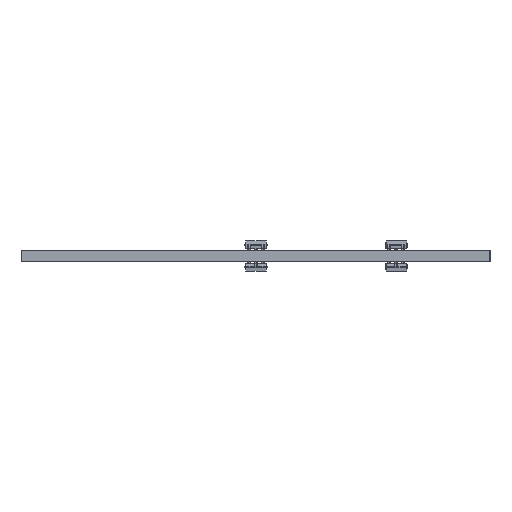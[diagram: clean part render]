
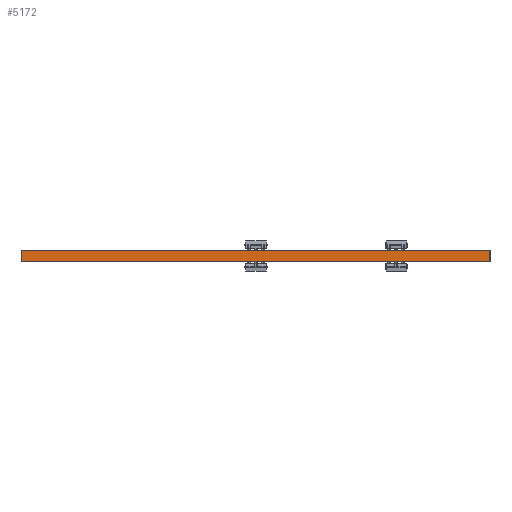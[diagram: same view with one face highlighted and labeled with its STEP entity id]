
A CAD part, left-side view. The second image highlights one B-rep face of the part: STEP entity #5172.
In plain terms, the highlighted planar face has unit normal (-1, 0, 0).
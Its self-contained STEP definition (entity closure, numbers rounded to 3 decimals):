
#4991 = PLANE('',#4992);
#4992 = AXIS2_PLACEMENT_3D('',#4993,#4994,#4995);
#4993 = CARTESIAN_POINT('',(221.1,-96.245,0.));
#4994 = DIRECTION('',(0.,-1.,0.));
#4995 = DIRECTION('',(-1.,0.,0.));
#5016 = VERTEX_POINT('',#5017);
#5017 = CARTESIAN_POINT('',(43.3,-96.245,1.6));
#5031 = PLANE('',#5032);
#5032 = AXIS2_PLACEMENT_3D('',#5033,#5034,#5035);
#5033 = CARTESIAN_POINT('',(132.2,-64.495,1.6));
#5034 = DIRECTION('',(-0.,-0.,-1.));
#5035 = DIRECTION('',(-1.,0.,0.));
#5043 = EDGE_CURVE('',#5044,#5016,#5046,.T.);
#5044 = VERTEX_POINT('',#5045);
#5045 = CARTESIAN_POINT('',(43.3,-96.245,0.));
#5046 = SURFACE_CURVE('',#5047,(#5051,#5058),.PCURVE_S1.);
#5047 = LINE('',#5048,#5049);
#5048 = CARTESIAN_POINT('',(43.3,-96.245,0.));
#5049 = VECTOR('',#5050,1.);
#5050 = DIRECTION('',(0.,0.,1.));
#5051 = PCURVE('',#4991,#5052);
#5052 = DEFINITIONAL_REPRESENTATION('',(#5053),#5057);
#5053 = LINE('',#5054,#5055);
#5054 = CARTESIAN_POINT('',(177.8,0.));
#5055 = VECTOR('',#5056,1.);
#5056 = DIRECTION('',(0.,-1.));
#5057 = ( GEOMETRIC_REPRESENTATION_CONTEXT(2) 
PARAMETRIC_REPRESENTATION_CONTEXT() REPRESENTATION_CONTEXT('2D SPACE',''
  ) );
#5058 = PCURVE('',#5059,#5064);
#5059 = PLANE('',#5060);
#5060 = AXIS2_PLACEMENT_3D('',#5061,#5062,#5063);
#5061 = CARTESIAN_POINT('',(43.3,-96.245,0.));
#5062 = DIRECTION('',(-1.,0.,0.));
#5063 = DIRECTION('',(0.,1.,0.));
#5064 = DEFINITIONAL_REPRESENTATION('',(#5065),#5069);
#5065 = LINE('',#5066,#5067);
#5066 = CARTESIAN_POINT('',(0.,0.));
#5067 = VECTOR('',#5068,1.);
#5068 = DIRECTION('',(0.,-1.));
#5069 = ( GEOMETRIC_REPRESENTATION_CONTEXT(2) 
PARAMETRIC_REPRESENTATION_CONTEXT() REPRESENTATION_CONTEXT('2D SPACE',''
  ) );
#5085 = PLANE('',#5086);
#5086 = AXIS2_PLACEMENT_3D('',#5087,#5088,#5089);
#5087 = CARTESIAN_POINT('',(132.2,-64.495,0.));
#5088 = DIRECTION('',(-0.,-0.,-1.));
#5089 = DIRECTION('',(-1.,0.,0.));
#5118 = PLANE('',#5119);
#5119 = AXIS2_PLACEMENT_3D('',#5120,#5121,#5122);
#5120 = CARTESIAN_POINT('',(43.3,-32.745,0.));
#5121 = DIRECTION('',(0.,1.,0.));
#5122 = DIRECTION('',(1.,0.,0.));
#5172 = ADVANCED_FACE('',(#5173),#5059,.T.);
#5173 = FACE_BOUND('',#5174,.T.);
#5174 = EDGE_LOOP('',(#5175,#5176,#5199,#5222));
#5175 = ORIENTED_EDGE('',*,*,#5043,.T.);
#5176 = ORIENTED_EDGE('',*,*,#5177,.T.);
#5177 = EDGE_CURVE('',#5016,#5178,#5180,.T.);
#5178 = VERTEX_POINT('',#5179);
#5179 = CARTESIAN_POINT('',(43.3,-32.745,1.6));
#5180 = SURFACE_CURVE('',#5181,(#5185,#5192),.PCURVE_S1.);
#5181 = LINE('',#5182,#5183);
#5182 = CARTESIAN_POINT('',(43.3,-96.245,1.6));
#5183 = VECTOR('',#5184,1.);
#5184 = DIRECTION('',(0.,1.,0.));
#5185 = PCURVE('',#5059,#5186);
#5186 = DEFINITIONAL_REPRESENTATION('',(#5187),#5191);
#5187 = LINE('',#5188,#5189);
#5188 = CARTESIAN_POINT('',(0.,-1.6));
#5189 = VECTOR('',#5190,1.);
#5190 = DIRECTION('',(1.,0.));
#5191 = ( GEOMETRIC_REPRESENTATION_CONTEXT(2) 
PARAMETRIC_REPRESENTATION_CONTEXT() REPRESENTATION_CONTEXT('2D SPACE',''
  ) );
#5192 = PCURVE('',#5031,#5193);
#5193 = DEFINITIONAL_REPRESENTATION('',(#5194),#5198);
#5194 = LINE('',#5195,#5196);
#5195 = CARTESIAN_POINT('',(88.9,-31.75));
#5196 = VECTOR('',#5197,1.);
#5197 = DIRECTION('',(0.,1.));
#5198 = ( GEOMETRIC_REPRESENTATION_CONTEXT(2) 
PARAMETRIC_REPRESENTATION_CONTEXT() REPRESENTATION_CONTEXT('2D SPACE',''
  ) );
#5199 = ORIENTED_EDGE('',*,*,#5200,.F.);
#5200 = EDGE_CURVE('',#5201,#5178,#5203,.T.);
#5201 = VERTEX_POINT('',#5202);
#5202 = CARTESIAN_POINT('',(43.3,-32.745,0.));
#5203 = SURFACE_CURVE('',#5204,(#5208,#5215),.PCURVE_S1.);
#5204 = LINE('',#5205,#5206);
#5205 = CARTESIAN_POINT('',(43.3,-32.745,0.));
#5206 = VECTOR('',#5207,1.);
#5207 = DIRECTION('',(0.,0.,1.));
#5208 = PCURVE('',#5059,#5209);
#5209 = DEFINITIONAL_REPRESENTATION('',(#5210),#5214);
#5210 = LINE('',#5211,#5212);
#5211 = CARTESIAN_POINT('',(63.5,0.));
#5212 = VECTOR('',#5213,1.);
#5213 = DIRECTION('',(0.,-1.));
#5214 = ( GEOMETRIC_REPRESENTATION_CONTEXT(2) 
PARAMETRIC_REPRESENTATION_CONTEXT() REPRESENTATION_CONTEXT('2D SPACE',''
  ) );
#5215 = PCURVE('',#5118,#5216);
#5216 = DEFINITIONAL_REPRESENTATION('',(#5217),#5221);
#5217 = LINE('',#5218,#5219);
#5218 = CARTESIAN_POINT('',(0.,0.));
#5219 = VECTOR('',#5220,1.);
#5220 = DIRECTION('',(0.,-1.));
#5221 = ( GEOMETRIC_REPRESENTATION_CONTEXT(2) 
PARAMETRIC_REPRESENTATION_CONTEXT() REPRESENTATION_CONTEXT('2D SPACE',''
  ) );
#5222 = ORIENTED_EDGE('',*,*,#5223,.F.);
#5223 = EDGE_CURVE('',#5044,#5201,#5224,.T.);
#5224 = SURFACE_CURVE('',#5225,(#5229,#5236),.PCURVE_S1.);
#5225 = LINE('',#5226,#5227);
#5226 = CARTESIAN_POINT('',(43.3,-96.245,0.));
#5227 = VECTOR('',#5228,1.);
#5228 = DIRECTION('',(0.,1.,0.));
#5229 = PCURVE('',#5059,#5230);
#5230 = DEFINITIONAL_REPRESENTATION('',(#5231),#5235);
#5231 = LINE('',#5232,#5233);
#5232 = CARTESIAN_POINT('',(0.,0.));
#5233 = VECTOR('',#5234,1.);
#5234 = DIRECTION('',(1.,0.));
#5235 = ( GEOMETRIC_REPRESENTATION_CONTEXT(2) 
PARAMETRIC_REPRESENTATION_CONTEXT() REPRESENTATION_CONTEXT('2D SPACE',''
  ) );
#5236 = PCURVE('',#5085,#5237);
#5237 = DEFINITIONAL_REPRESENTATION('',(#5238),#5242);
#5238 = LINE('',#5239,#5240);
#5239 = CARTESIAN_POINT('',(88.9,-31.75));
#5240 = VECTOR('',#5241,1.);
#5241 = DIRECTION('',(0.,1.));
#5242 = ( GEOMETRIC_REPRESENTATION_CONTEXT(2) 
PARAMETRIC_REPRESENTATION_CONTEXT() REPRESENTATION_CONTEXT('2D SPACE',''
  ) );
